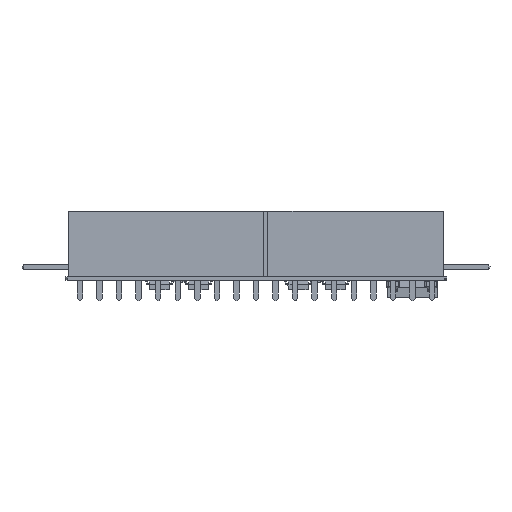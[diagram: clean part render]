
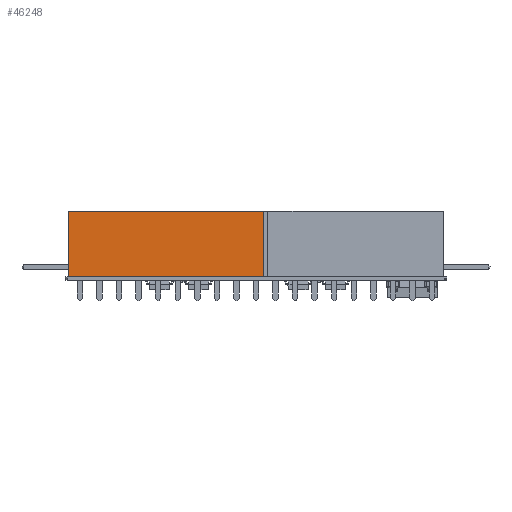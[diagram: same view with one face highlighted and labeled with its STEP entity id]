
A CAD part, front view. The second image highlights one B-rep face of the part: STEP entity #46248.
In plain terms, the highlighted face is planar.
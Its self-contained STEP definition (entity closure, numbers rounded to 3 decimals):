
#43207 = EDGE_CURVE('',#43208,#43210,#43212,.T.);
#43208 = VERTEX_POINT('',#43209);
#43209 = CARTESIAN_POINT('',(12.95,1.25,4.25));
#43210 = VERTEX_POINT('',#43211);
#43211 = CARTESIAN_POINT('',(-12.95,1.25,4.25));
#43212 = LINE('',#43213,#43214);
#43213 = CARTESIAN_POINT('',(12.95,1.25,4.25));
#43214 = VECTOR('',#43215,1.);
#43215 = DIRECTION('',(-1.,0.,0.));
#46018 = EDGE_CURVE('',#43210,#46019,#46021,.T.);
#46019 = VERTEX_POINT('',#46020);
#46020 = CARTESIAN_POINT('',(-12.95,1.25,-4.25));
#46021 = LINE('',#46022,#46023);
#46022 = CARTESIAN_POINT('',(-12.95,1.25,4.25));
#46023 = VECTOR('',#46024,1.);
#46024 = DIRECTION('',(0.,0.,-1.));
#46248 = ADVANCED_FACE('',(#46249),#46267,.F.);
#46249 = FACE_BOUND('',#46250,.T.);
#46250 = EDGE_LOOP('',(#46251,#46252,#46260,#46266));
#46251 = ORIENTED_EDGE('',*,*,#43207,.F.);
#46252 = ORIENTED_EDGE('',*,*,#46253,.F.);
#46253 = EDGE_CURVE('',#46254,#43208,#46256,.T.);
#46254 = VERTEX_POINT('',#46255);
#46255 = CARTESIAN_POINT('',(12.95,1.25,-4.25));
#46256 = LINE('',#46257,#46258);
#46257 = CARTESIAN_POINT('',(12.95,1.25,-4.25));
#46258 = VECTOR('',#46259,1.);
#46259 = DIRECTION('',(0.,0.,1.));
#46260 = ORIENTED_EDGE('',*,*,#46261,.F.);
#46261 = EDGE_CURVE('',#46019,#46254,#46262,.T.);
#46262 = LINE('',#46263,#46264);
#46263 = CARTESIAN_POINT('',(-12.95,1.25,-4.25));
#46264 = VECTOR('',#46265,1.);
#46265 = DIRECTION('',(1.,0.,0.));
#46266 = ORIENTED_EDGE('',*,*,#46018,.F.);
#46267 = PLANE('',#46268);
#46268 = AXIS2_PLACEMENT_3D('',#46269,#46270,#46271);
#46269 = CARTESIAN_POINT('',(0.,1.25,0.));
#46270 = DIRECTION('',(0.,-1.,0.));
#46271 = DIRECTION('',(0.,0.,-1.));
